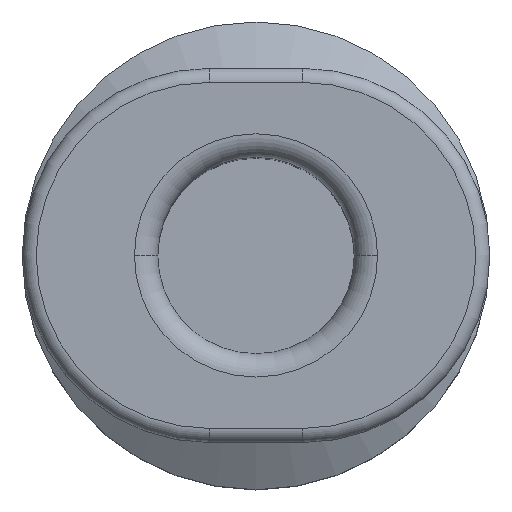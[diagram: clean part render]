
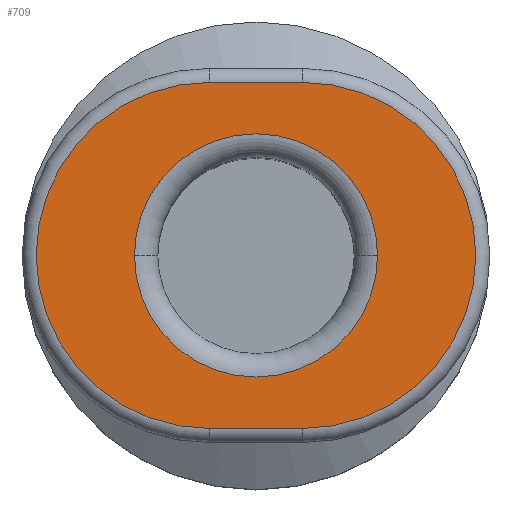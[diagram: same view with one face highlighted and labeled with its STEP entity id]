
A CAD part, top view. The second image highlights one B-rep face of the part: STEP entity #709.
In plain terms, the highlighted planar face has unit normal (0, 0, 1).
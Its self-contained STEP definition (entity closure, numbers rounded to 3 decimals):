
#611=CARTESIAN_POINT('',(2.6,0.,8.5));
#612=VERTEX_POINT('',#611);
#620=CARTESIAN_POINT('',(-2.6,0.,8.5));
#621=VERTEX_POINT('',#620);
#622=CARTESIAN_POINT('',(0.,0.,8.5));
#623=DIRECTION('',(0.0,0.0,1.0));
#624=DIRECTION('',(1.0,0.0,0.0));
#625=AXIS2_PLACEMENT_3D('',#622,#623,#624);
#626=CIRCLE('',#625,2.6);
#627=EDGE_CURVE('',#612,#621,#626,.T.);
#654=CARTESIAN_POINT('',(0.,0.,8.5));
#655=DIRECTION('',(0.0,0.0,1.0));
#656=DIRECTION('',(1.0,0.0,0.0));
#657=AXIS2_PLACEMENT_3D('',#654,#655,#656);
#658=CIRCLE('',#657,2.6);
#659=EDGE_CURVE('',#621,#612,#658,.T.);
#664=CARTESIAN_POINT('',(0.,0.,8.5));
#665=DIRECTION('',(0.0,0.0,-1.0));
#666=DIRECTION('',(1.0,0.0,0.0));
#667=AXIS2_PLACEMENT_3D('',#664,#665,#666);
#668=PLANE('',#667);
#669=CARTESIAN_POINT('',(-1.,-3.7,8.5));
#670=VERTEX_POINT('',#669);
#671=CARTESIAN_POINT('',(-1.,3.7,8.5));
#672=VERTEX_POINT('',#671);
#673=CARTESIAN_POINT('',(-1.,0.,8.5));
#674=DIRECTION('',(0.0,0.0,-1.0));
#675=DIRECTION('',(-1.0,0.0,0.0));
#676=AXIS2_PLACEMENT_3D('',#673,#674,#675);
#677=CIRCLE('',#676,3.7);
#678=EDGE_CURVE('',#670,#672,#677,.T.);
#679=ORIENTED_EDGE('',*,*,#678,.F.);
#680=CARTESIAN_POINT('',(1.,-3.7,8.5));
#681=VERTEX_POINT('',#680);
#682=CARTESIAN_POINT('',(1.,-3.7,8.5));
#683=DIRECTION('',(-1.0,0.0,0.0));
#684=VECTOR('',#683,2.0);
#685=LINE('',#682,#684);
#686=EDGE_CURVE('',#681,#670,#685,.T.);
#687=ORIENTED_EDGE('',*,*,#686,.F.);
#688=CARTESIAN_POINT('',(1.,3.7,8.5));
#689=VERTEX_POINT('',#688);
#690=CARTESIAN_POINT('',(1.,0.,8.5));
#691=DIRECTION('',(0.,0.,-1.0));
#692=DIRECTION('',(1.0,0.,0.));
#693=AXIS2_PLACEMENT_3D('',#690,#691,#692);
#694=CIRCLE('',#693,3.7);
#695=EDGE_CURVE('',#689,#681,#694,.T.);
#696=ORIENTED_EDGE('',*,*,#695,.F.);
#697=CARTESIAN_POINT('',(-1.,3.7,8.5));
#698=DIRECTION('',(1.0,0.0,0.0));
#699=VECTOR('',#698,2.);
#700=LINE('',#697,#699);
#701=EDGE_CURVE('',#672,#689,#700,.T.);
#702=ORIENTED_EDGE('',*,*,#701,.F.);
#703=EDGE_LOOP('',(#679,#687,#696,#702));
#704=FACE_OUTER_BOUND('',#703,.T.);
#705=ORIENTED_EDGE('',*,*,#659,.F.);
#706=ORIENTED_EDGE('',*,*,#627,.F.);
#707=EDGE_LOOP('',(#705,#706));
#708=FACE_BOUND('',#707,.T.);
#709=ADVANCED_FACE('',(#704,#708),#668,.F.);
